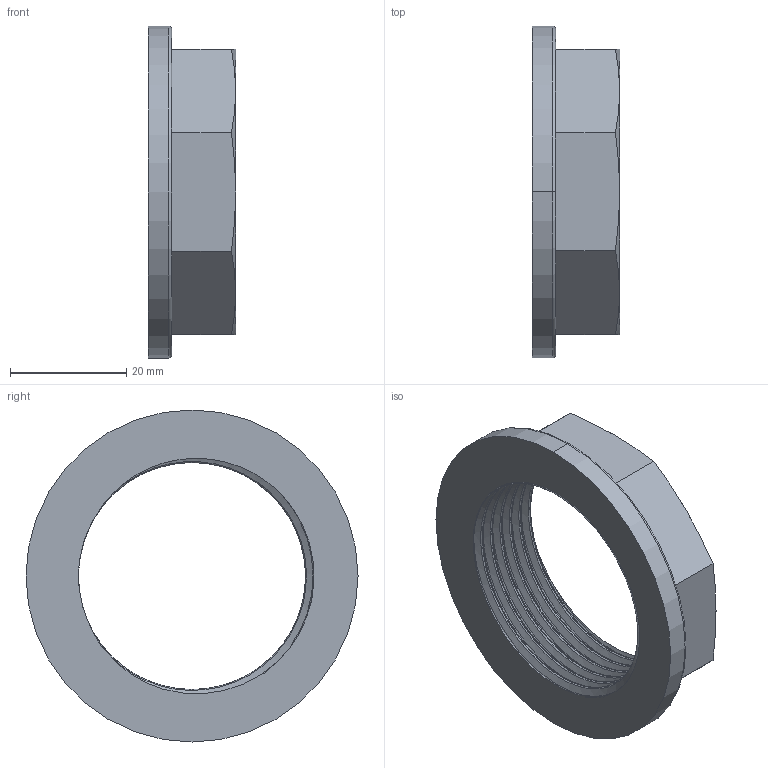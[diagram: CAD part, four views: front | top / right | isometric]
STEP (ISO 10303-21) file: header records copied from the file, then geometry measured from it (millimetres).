
FILE_DESCRIPTION (( 'STEP AP203' ), '1' );
FILE_NAME ('00190_0909.STEP', '2017-05-15T13:56:14', ( '' ), ( '' ), 'SwSTEP 2.0', 'SolidWorks 2011', '' );
FILE_SCHEMA (( 'CONFIG_CONTROL_DESIGN' ));
Length unit declared in the file: millimetre
Products named in the file (1): 00190_0909
Bounding box: 15 x 57 x 57 mm (x, y, z)
Volume: 12795.6 mm3; surface area: 8227.5 mm2
Topology: 1 solids, 1 shells, 42 faces, 107 edges, 68 vertices
Faces by surface type: cylinder 16, plane 11, cone 8, bspline 5, torus 2
Entity records: 5407 total; most frequent: CARTESIAN_POINT 4463, ORIENTED_EDGE 214, DIRECTION 143, EDGE_CURVE 107, VERTEX_POINT 68, AXIS2_PLACEMENT_3D 56, EDGE_LOOP 45, FACE_OUTER_BOUND 42
